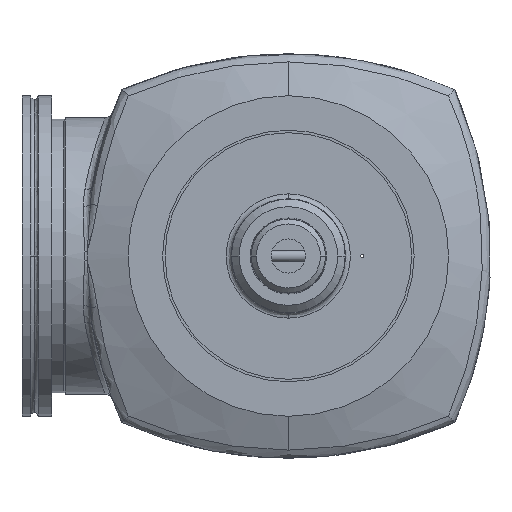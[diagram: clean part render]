
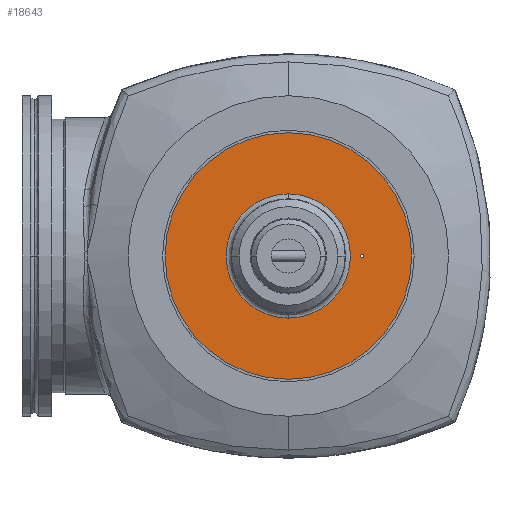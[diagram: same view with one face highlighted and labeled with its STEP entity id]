
A CAD part, front view. The second image highlights one B-rep face of the part: STEP entity #18643.
In plain terms, the highlighted planar face has unit normal (0, -1, 0).
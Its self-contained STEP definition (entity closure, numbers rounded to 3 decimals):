
#16137=CARTESIAN_POINT('',(30.,80.0,0.65));
#16138=VERTEX_POINT('',#16137);
#16147=CARTESIAN_POINT('',(30.,80.0,-0.65));
#16148=VERTEX_POINT('',#16147);
#16149=CARTESIAN_POINT('',(30.,80.0,0.));
#16150=DIRECTION('',(0.0,-1.0,0.0));
#16151=DIRECTION('',(0.0,0.0,1.0));
#16152=AXIS2_PLACEMENT_3D('',#16149,#16150,#16151);
#16153=CIRCLE('',#16152,0.65);
#16154=EDGE_CURVE('',#16148,#16138,#16153,.F.);
#16812=CARTESIAN_POINT('',(0.,80.0,25.192));
#16813=VERTEX_POINT('',#16812);
#16821=CARTESIAN_POINT('',(0.,80.0,-25.192));
#16822=VERTEX_POINT('',#16821);
#16823=CARTESIAN_POINT('',(0.,80.0,0.));
#16824=DIRECTION('',(0.0,-1.0,0.0));
#16825=DIRECTION('',(0.0,0.0,-1.0));
#16826=AXIS2_PLACEMENT_3D('',#16823,#16824,#16825);
#16827=CIRCLE('',#16826,25.192);
#16828=EDGE_CURVE('',#16813,#16822,#16827,.T.);
#18517=CARTESIAN_POINT('',(25.192,80.0,0.));
#18518=VERTEX_POINT('',#18517);
#18519=CARTESIAN_POINT('',(0.,80.0,0.));
#18520=DIRECTION('',(0.0,-1.0,0.0));
#18521=DIRECTION('',(0.0,0.0,-1.0));
#18522=AXIS2_PLACEMENT_3D('',#18519,#18520,#18521);
#18523=CIRCLE('',#18522,25.192);
#18524=EDGE_CURVE('',#16822,#18518,#18523,.T.);
#18526=CARTESIAN_POINT('',(0.,80.0,0.));
#18527=DIRECTION('',(0.0,-1.0,0.0));
#18528=DIRECTION('',(0.0,0.0,-1.0));
#18529=AXIS2_PLACEMENT_3D('',#18526,#18527,#18528);
#18530=CIRCLE('',#18529,25.192);
#18531=EDGE_CURVE('',#18518,#16813,#18530,.T.);
#18549=CARTESIAN_POINT('',(47.613,80.0,0.));
#18550=DIRECTION('',(0.0,-1.0,0.0));
#18551=DIRECTION('',(0.0,0.0,-1.0));
#18552=AXIS2_PLACEMENT_3D('',#18549,#18550,#18551);
#18553=PLANE('',#18552);
#18554=CARTESIAN_POINT('',(-53.932,80.,49.796));
#18555=VERTEX_POINT('',#18554);
#18556=CARTESIAN_POINT('',(-53.932,80.0,-49.796));
#18557=VERTEX_POINT('',#18556);
#18558=CARTESIAN_POINT('',(82.,80.0,0.));
#18559=DIRECTION('',(0.0,1.,0.0));
#18560=DIRECTION('',(0.931,0.0,-0.365));
#18561=AXIS2_PLACEMENT_3D('',#18558,#18559,#18560);
#18562=CIRCLE('',#18561,144.766);
#18563=EDGE_CURVE('',#18555,#18557,#18562,.F.);
#18564=ORIENTED_EDGE('',*,*,#18563,.T.);
#18565=CARTESIAN_POINT('',(-49.796,80.0,-53.932));
#18566=VERTEX_POINT('',#18565);
#18567=CARTESIAN_POINT('',(-60.458,80.0,-60.458));
#18568=DIRECTION('',(0.0,-1.0,0.0));
#18569=DIRECTION('',(-0.983,0.0,0.186));
#18570=AXIS2_PLACEMENT_3D('',#18567,#18568,#18569);
#18571=CIRCLE('',#18570,12.5);
#18572=EDGE_CURVE('',#18557,#18566,#18571,.F.);
#18573=ORIENTED_EDGE('',*,*,#18572,.T.);
#18574=CARTESIAN_POINT('',(49.796,80.,-53.932));
#18575=VERTEX_POINT('',#18574);
#18576=CARTESIAN_POINT('',(0.,80.0,82.));
#18577=DIRECTION('',(0.0,1.0,0.0));
#18578=DIRECTION('',(0.365,0.0,0.931));
#18579=AXIS2_PLACEMENT_3D('',#18576,#18577,#18578);
#18580=CIRCLE('',#18579,144.766);
#18581=EDGE_CURVE('',#18566,#18575,#18580,.F.);
#18582=ORIENTED_EDGE('',*,*,#18581,.T.);
#18583=CARTESIAN_POINT('',(53.932,80.0,-49.796));
#18584=VERTEX_POINT('',#18583);
#18585=CARTESIAN_POINT('',(60.458,80.0,-60.458));
#18586=DIRECTION('',(0.0,-1.0,0.0));
#18587=DIRECTION('',(-0.186,0.0,-0.983));
#18588=AXIS2_PLACEMENT_3D('',#18585,#18586,#18587);
#18589=CIRCLE('',#18588,12.5);
#18590=EDGE_CURVE('',#18575,#18584,#18589,.F.);
#18591=ORIENTED_EDGE('',*,*,#18590,.T.);
#18592=CARTESIAN_POINT('',(53.932,80.,49.796));
#18593=VERTEX_POINT('',#18592);
#18594=CARTESIAN_POINT('',(-82.,80.0,0.));
#18595=DIRECTION('',(0.0,1.,0.0));
#18596=DIRECTION('',(-0.931,0.0,0.365));
#18597=AXIS2_PLACEMENT_3D('',#18594,#18595,#18596);
#18598=CIRCLE('',#18597,144.766);
#18599=EDGE_CURVE('',#18584,#18593,#18598,.F.);
#18600=ORIENTED_EDGE('',*,*,#18599,.T.);
#18601=CARTESIAN_POINT('',(49.796,80.,53.932));
#18602=VERTEX_POINT('',#18601);
#18603=CARTESIAN_POINT('',(60.458,80.0,60.458));
#18604=DIRECTION('',(0.0,-1.,0.0));
#18605=DIRECTION('',(0.983,0.0,-0.186));
#18606=AXIS2_PLACEMENT_3D('',#18603,#18604,#18605);
#18607=CIRCLE('',#18606,12.5);
#18608=EDGE_CURVE('',#18593,#18602,#18607,.F.);
#18609=ORIENTED_EDGE('',*,*,#18608,.T.);
#18610=CARTESIAN_POINT('',(-49.796,80.0,53.932));
#18611=VERTEX_POINT('',#18610);
#18612=CARTESIAN_POINT('',(0.,80.0,-82.));
#18613=DIRECTION('',(0.0,1.,0.0));
#18614=DIRECTION('',(-0.365,0.0,-0.931));
#18615=AXIS2_PLACEMENT_3D('',#18612,#18613,#18614);
#18616=CIRCLE('',#18615,144.766);
#18617=EDGE_CURVE('',#18602,#18611,#18616,.F.);
#18618=ORIENTED_EDGE('',*,*,#18617,.T.);
#18619=CARTESIAN_POINT('',(-60.458,80.0,60.458));
#18620=DIRECTION('',(0.0,-1.,0.0));
#18621=DIRECTION('',(0.186,0.0,0.983));
#18622=AXIS2_PLACEMENT_3D('',#18619,#18620,#18621);
#18623=CIRCLE('',#18622,12.5);
#18624=EDGE_CURVE('',#18611,#18555,#18623,.F.);
#18625=ORIENTED_EDGE('',*,*,#18624,.T.);
#18626=EDGE_LOOP('',(#18564,#18573,#18582,#18591,#18600,#18609,#18618,#18625));
#18627=FACE_OUTER_BOUND('',#18626,.T.);
#18628=ORIENTED_EDGE('',*,*,#16154,.T.);
#18629=CARTESIAN_POINT('',(30.,80.0,0.));
#18630=DIRECTION('',(0.0,-1.0,0.0));
#18631=DIRECTION('',(0.0,0.0,1.0));
#18632=AXIS2_PLACEMENT_3D('',#18629,#18630,#18631);
#18633=CIRCLE('',#18632,0.65);
#18634=EDGE_CURVE('',#16138,#16148,#18633,.F.);
#18635=ORIENTED_EDGE('',*,*,#18634,.T.);
#18636=EDGE_LOOP('',(#18628,#18635));
#18637=FACE_BOUND('',#18636,.T.);
#18638=ORIENTED_EDGE('',*,*,#18531,.F.);
#18639=ORIENTED_EDGE('',*,*,#18524,.F.);
#18640=ORIENTED_EDGE('',*,*,#16828,.F.);
#18641=EDGE_LOOP('',(#18638,#18639,#18640));
#18642=FACE_BOUND('',#18641,.T.);
#18643=ADVANCED_FACE('',(#18627,#18637,#18642),#18553,.T.);
